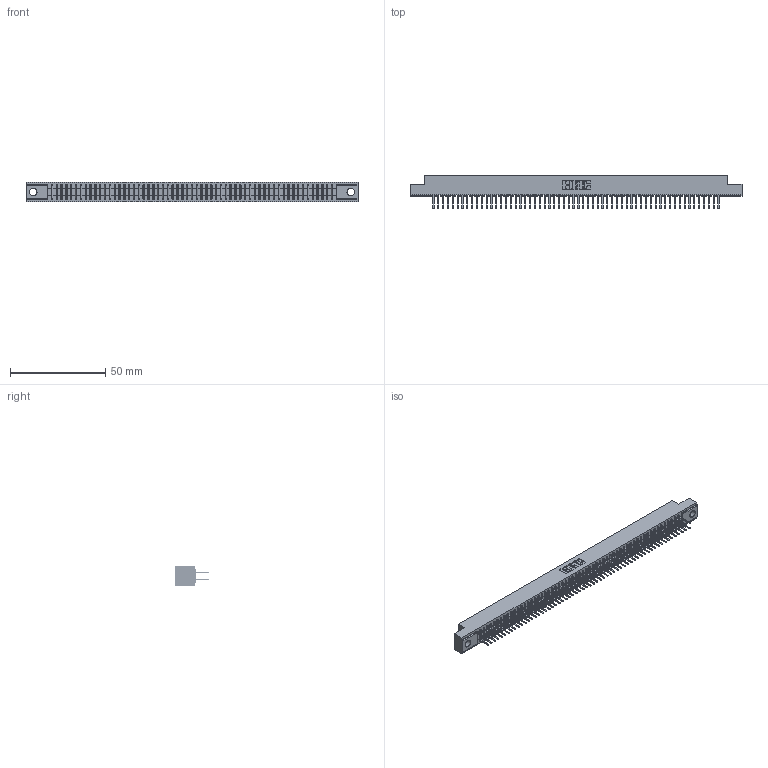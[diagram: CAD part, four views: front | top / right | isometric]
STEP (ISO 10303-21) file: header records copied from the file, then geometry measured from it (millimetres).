
FILE_DESCRIPTION (( 'STEP AP203' ), '1' );
FILE_NAME ('341-120-521-204.STEP', '2018-08-08T14:49:31', ( '' ), ( '' ), 'SwSTEP 2.0', 'SolidWorks 2016', '' );
FILE_SCHEMA (( 'CONFIG_CONTROL_DESIGN' ));
Length unit declared in the file: inch
Products named in the file (3): 341-292-001_341-292-121; 341-120-521-204; 341 Part_.156 (3.96) Dia Mounting Holes
Assembly tree (121 placements, depth 2):
  341-120-521-204
    341 Part_.156 (3.96) Dia Mounting Holes
    341-292-001_341-292-121  x120
Bounding box: 174.62 x 17.7 x 10.16 mm (x, y, z)
Volume: 12896.1 mm3; surface area: 23875.3 mm2
Topology: 121 solids, 121 shells, 8050 faces, 23332 edges, 15110 vertices
Faces by surface type: plane 4882, cylinder 2928, sphere 122, torus 118
Entity records: 70633 total; most frequent: CARTESIAN_POINT 11746, ORIENTED_EDGE 11672, DIRECTION 11378, EDGE_CURVE 5836, VECTOR 4742, LINE 4742, VERTEX_POINT 3686, AXIS2_PLACEMENT_3D 3318
